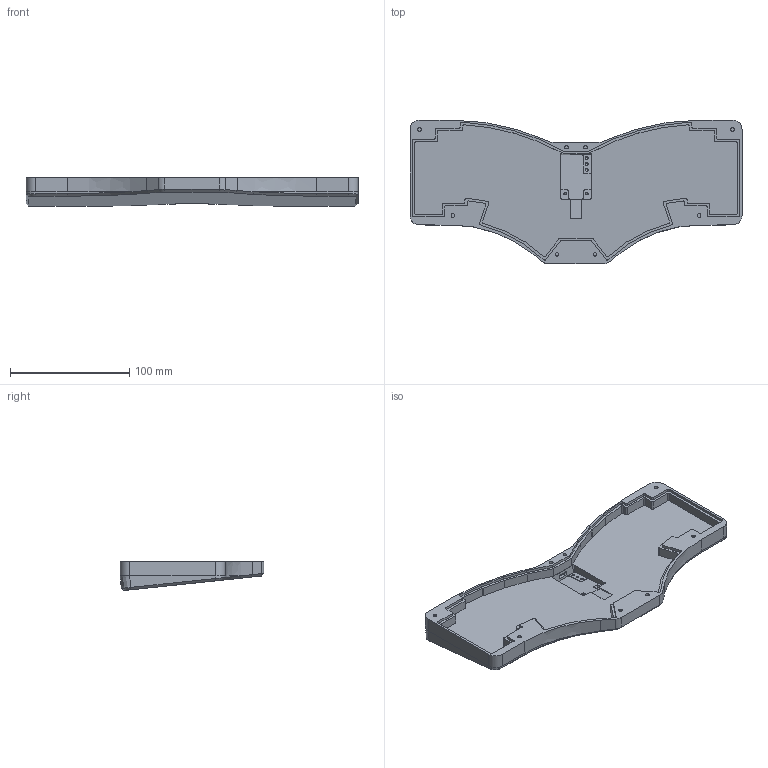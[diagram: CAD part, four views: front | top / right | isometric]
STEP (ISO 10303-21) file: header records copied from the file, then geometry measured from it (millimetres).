
FILE_DESCRIPTION(('FreeCAD Model'),'2;1');
FILE_NAME('Open CASCADE Shape Model','2024-07-22T00:36:05',(''),(''), 'Open CASCADE STEP processor 7.6','FreeCAD','Unknown');
FILE_SCHEMA(('AUTOMOTIVE_DESIGN { 1 0 10303 214 1 1 1 1 }'));
Length unit declared in the file: millimetre
Products named in the file (1): Bottom
Bounding box: 278.87 x 120.87 x 24.36 mm (x, y, z)
Volume: 280136.1 mm3; surface area: 74401.4 mm2
Topology: 1 solids, 1 shells, 312 faces, 863 edges, 561 vertices
Faces by surface type: bspline 119, extrusion 114, plane 40, cylinder 34, cone 5
Full cylindrical faces by diameter (mm): 2.4 x5, 3 x8
Entity records: 36240 total; most frequent: CARTESIAN_POINT 22396, ORIENTED_EDGE 1708, PCURVE 1708, DEFINITIONAL_REPRESENTATION 1708, B_SPLINE_CURVE_WITH_KNOTS 1641, DIRECTION 1360, VECTOR 1022, LINE 908
